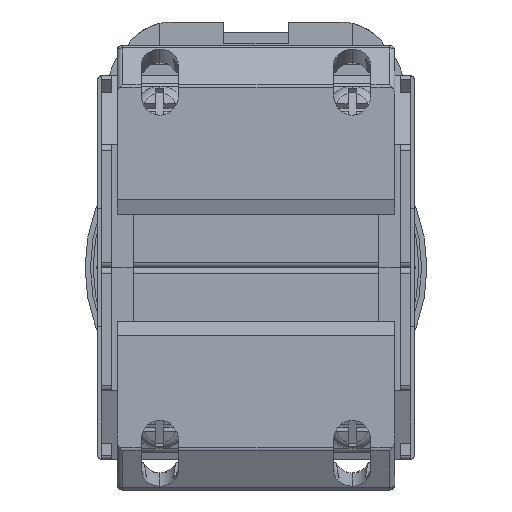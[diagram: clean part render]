
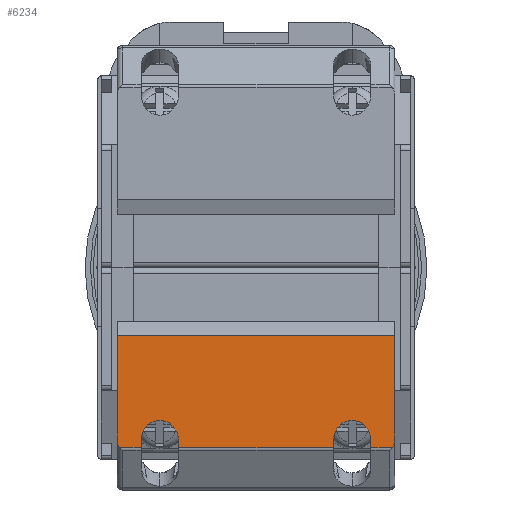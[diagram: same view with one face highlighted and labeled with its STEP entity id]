
A CAD part, front view. The second image highlights one B-rep face of the part: STEP entity #6234.
In plain terms, the highlighted planar face has unit normal (0, -1, 0).
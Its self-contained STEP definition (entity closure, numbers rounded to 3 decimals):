
#804 = VERTEX_POINT ( 'NONE', #4830 ) ;
#997 = CARTESIAN_POINT ( 'NONE',  ( -7.25, -41.5, -12.377 ) ) ;
#1059 = CARTESIAN_POINT ( 'NONE',  ( -10.75, -41.5, -16.185 ) ) ;
#1326 = CARTESIAN_POINT ( 'NONE',  ( 12.76, -41.5, -16.86 ) ) ;
#1360 =( BOUNDED_CURVE ( )  B_SPLINE_CURVE ( 3, ( #15082, #7024, #15190, #8389 ),
 .UNSPECIFIED., .F., .F. ) 
 B_SPLINE_CURVE_WITH_KNOTS ( ( 4, 4 ),
 ( 3.689, 4.712 ),
 .UNSPECIFIED. ) 
 CURVE ( )  GEOMETRIC_REPRESENTATION_ITEM ( )  RATIONAL_B_SPLINE_CURVE ( ( 1., 0.915, 0.915, 1. ) ) 
 REPRESENTATION_ITEM ( '' )  );
#1626 = VECTOR ( 'NONE', #3566, 1000. ) ;
#1798 = DIRECTION ( 'NONE',  ( -1., 0., 0. ) ) ;
#1858 = ORIENTED_EDGE ( 'NONE', *, *, #8726, .F. ) ;
#2025 = CARTESIAN_POINT ( 'NONE',  ( 10.75, -41.5, -6.374 ) ) ;
#2298 = VECTOR ( 'NONE', #8179, 1000. ) ;
#2344 = EDGE_CURVE ( 'NONE', #6089, #10763, #2888, .T. ) ;
#2370 = ORIENTED_EDGE ( 'NONE', *, *, #2398, .F. ) ;
#2398 = EDGE_CURVE ( 'NONE', #17098, #13970, #1360, .T. ) ;
#2447 = CARTESIAN_POINT ( 'NONE',  ( -7.25, -41.5, -16.185 ) ) ;
#2545 = EDGE_CURVE ( 'NONE', #5014, #14112, #17235, .T. ) ;
#2678 = CARTESIAN_POINT ( 'NONE',  ( 7.25, -41.5, -16.185 ) ) ;
#2693 = CARTESIAN_POINT ( 'NONE',  ( 7.25, -41.5, -16.185 ) ) ;
#2850 = ORIENTED_EDGE ( 'NONE', *, *, #2545, .T. ) ;
#2888 = LINE ( 'NONE', #4049, #9772 ) ;
#3195 = CARTESIAN_POINT ( 'NONE',  ( 13., -41.5, -16.86 ) ) ;
#3566 = DIRECTION ( 'NONE',  ( -1., 0., 0. ) ) ;
#3618 = EDGE_CURVE ( 'NONE', #13129, #17416, #8020, .T. ) ;
#3644 = CARTESIAN_POINT ( 'NONE',  ( 7.25, -41.5, -16.86 ) ) ;
#3996 = EDGE_CURVE ( 'NONE', #5014, #16222, #5358, .T. ) ;
#4049 = CARTESIAN_POINT ( 'NONE',  ( 13., -41.5, -16.86 ) ) ;
#4392 = CARTESIAN_POINT ( 'NONE',  ( -12.76, -41.5, -16.86 ) ) ;
#4501 = DIRECTION ( 'NONE',  ( 0., 0., 1. ) ) ;
#4830 = CARTESIAN_POINT ( 'NONE',  ( -13., -41.5, -6.374 ) ) ;
#5014 = VERTEX_POINT ( 'NONE', #9713 ) ;
#5062 = LINE ( 'NONE', #10035, #8689 ) ;
#5239 = VECTOR ( 'NONE', #14711, 1000. ) ;
#5358 =( BOUNDED_CURVE ( )  B_SPLINE_CURVE ( 3, ( #16715, #7166, #14006, #5848 ),
 .UNSPECIFIED., .F., .F. ) 
 B_SPLINE_CURVE_WITH_KNOTS ( ( 4, 4 ),
 ( 4.712, 5.736 ),
 .UNSPECIFIED. ) 
 CURVE ( )  GEOMETRIC_REPRESENTATION_ITEM ( )  RATIONAL_B_SPLINE_CURVE ( ( 1., 0.915, 0.915, 1. ) ) 
 REPRESENTATION_ITEM ( '' )  );
#5666 = EDGE_CURVE ( 'NONE', #10630, #13660, #9659, .T. ) ;
#5848 = CARTESIAN_POINT ( 'NONE',  ( 12.76, -41.5, -16.86 ) ) ;
#5886 = CARTESIAN_POINT ( 'NONE',  ( 13., -41.5, -6.374 ) ) ;
#5954 = LINE ( 'NONE', #14980, #2298 ) ;
#6089 = VERTEX_POINT ( 'NONE', #3644 ) ;
#6234 = ADVANCED_FACE ( 'NONE', ( #7840 ), #17531, .F. ) ;
#6293 = VERTEX_POINT ( 'NONE', #2678 ) ;
#6333 = LINE ( 'NONE', #17221, #6770 ) ;
#6710 = LINE ( 'NONE', #14806, #9907 ) ;
#6770 = VECTOR ( 'NONE', #9040, 1000. ) ;
#6834 = CARTESIAN_POINT ( 'NONE',  ( 10.75, -41.5, -12.377 ) ) ;
#7024 = CARTESIAN_POINT ( 'NONE',  ( -12.913, -41.5, -16.681 ) ) ;
#7087 =( BOUNDED_CURVE ( )  B_SPLINE_CURVE ( 3, ( #2693, #12239, #6834, #16370 ),
 .UNSPECIFIED., .F., .F. ) 
 B_SPLINE_CURVE_WITH_KNOTS ( ( 4, 4 ),
 ( 4.712, 7.854 ),
 .UNSPECIFIED. ) 
 CURVE ( )  GEOMETRIC_REPRESENTATION_ITEM ( )  RATIONAL_B_SPLINE_CURVE ( ( 1., 0.333, 0.333, 1. ) ) 
 REPRESENTATION_ITEM ( '' )  );
#7166 = CARTESIAN_POINT ( 'NONE',  ( 13., -41.5, -16.382 ) ) ;
#7181 = ORIENTED_EDGE ( 'NONE', *, *, #11367, .T. ) ;
#7582 = VECTOR ( 'NONE', #12959, 1000. ) ;
#7840 = FACE_OUTER_BOUND ( 'NONE', #8256, .T. ) ;
#7975 = CARTESIAN_POINT ( 'NONE',  ( -10.75, -41.5, -16.86 ) ) ;
#8015 = CARTESIAN_POINT ( 'NONE',  ( 13., -41.5, -6.374 ) ) ;
#8020 = LINE ( 'NONE', #2025, #7582 ) ;
#8092 = ORIENTED_EDGE ( 'NONE', *, *, #3996, .F. ) ;
#8179 = DIRECTION ( 'NONE',  ( 0., 0., 1. ) ) ;
#8204 = CARTESIAN_POINT ( 'NONE',  ( 13., -41.5, -6.374 ) ) ;
#8256 = EDGE_LOOP ( 'NONE', ( #8469, #7181, #13323, #12260, #8092, #2850, #15737, #14292, #2370, #1858, #14775, #16954, #11790, #10419 ) ) ;
#8389 = CARTESIAN_POINT ( 'NONE',  ( -13., -41.5, -16.039 ) ) ;
#8469 = ORIENTED_EDGE ( 'NONE', *, *, #14628, .T. ) ;
#8689 = VECTOR ( 'NONE', #1798, 1000. ) ;
#8726 = EDGE_CURVE ( 'NONE', #14046, #17098, #16031, .T. ) ;
#8773 = VECTOR ( 'NONE', #14110, 1000. ) ;
#8861 = LINE ( 'NONE', #17429, #5239 ) ;
#9040 = DIRECTION ( 'NONE',  ( 0., 0., -1. ) ) ;
#9238 = CARTESIAN_POINT ( 'NONE',  ( -10.75, -41.5, -12.377 ) ) ;
#9411 = DIRECTION ( 'NONE',  ( 0., 0., -1. ) ) ;
#9659 =( BOUNDED_CURVE ( )  B_SPLINE_CURVE ( 3, ( #1059, #9238, #997, #2447 ),
 .UNSPECIFIED., .F., .F. ) 
 B_SPLINE_CURVE_WITH_KNOTS ( ( 4, 4 ),
 ( 4.712, 7.854 ),
 .UNSPECIFIED. ) 
 CURVE ( )  GEOMETRIC_REPRESENTATION_ITEM ( )  RATIONAL_B_SPLINE_CURVE ( ( 1., 0.333, 0.333, 1. ) ) 
 REPRESENTATION_ITEM ( '' )  );
#9680 = CARTESIAN_POINT ( 'NONE',  ( -7.25, -41.5, -16.185 ) ) ;
#9713 = CARTESIAN_POINT ( 'NONE',  ( 13., -41.5, -16.039 ) ) ;
#9759 = AXIS2_PLACEMENT_3D ( 'NONE', #8015, #17589, #9411 ) ;
#9772 = VECTOR ( 'NONE', #16401, 1000. ) ;
#9796 = EDGE_CURVE ( 'NONE', #14112, #804, #17708, .T. ) ;
#9854 = CARTESIAN_POINT ( 'NONE',  ( -7.25, -41.5, -16.86 ) ) ;
#9907 = VECTOR ( 'NONE', #16192, 1000. ) ;
#9967 = VECTOR ( 'NONE', #4501, 1000. ) ;
#10035 = CARTESIAN_POINT ( 'NONE',  ( 13., -41.5, -16.86 ) ) ;
#10419 = ORIENTED_EDGE ( 'NONE', *, *, #2344, .F. ) ;
#10460 = CARTESIAN_POINT ( 'NONE',  ( -13., -41.5, -16.039 ) ) ;
#10630 = VERTEX_POINT ( 'NONE', #16343 ) ;
#10763 = VERTEX_POINT ( 'NONE', #9854 ) ;
#11367 = EDGE_CURVE ( 'NONE', #6293, #13129, #7087, .T. ) ;
#11747 = CARTESIAN_POINT ( 'NONE',  ( 13., -41.5, -6.374 ) ) ;
#11790 = ORIENTED_EDGE ( 'NONE', *, *, #12850, .T. ) ;
#12239 = CARTESIAN_POINT ( 'NONE',  ( 7.25, -41.5, -12.377 ) ) ;
#12260 = ORIENTED_EDGE ( 'NONE', *, *, #12636, .F. ) ;
#12636 = EDGE_CURVE ( 'NONE', #16222, #17416, #5062, .T. ) ;
#12850 = EDGE_CURVE ( 'NONE', #13660, #10763, #6333, .T. ) ;
#12959 = DIRECTION ( 'NONE',  ( 0., 0., -1. ) ) ;
#13129 = VERTEX_POINT ( 'NONE', #15106 ) ;
#13323 = ORIENTED_EDGE ( 'NONE', *, *, #3618, .T. ) ;
#13660 = VERTEX_POINT ( 'NONE', #9680 ) ;
#13970 = VERTEX_POINT ( 'NONE', #10460 ) ;
#14006 = CARTESIAN_POINT ( 'NONE',  ( 12.913, -41.5, -16.681 ) ) ;
#14046 = VERTEX_POINT ( 'NONE', #7975 ) ;
#14110 = DIRECTION ( 'NONE',  ( -1., 0., 0. ) ) ;
#14112 = VERTEX_POINT ( 'NONE', #8204 ) ;
#14292 = ORIENTED_EDGE ( 'NONE', *, *, #16065, .F. ) ;
#14628 = EDGE_CURVE ( 'NONE', #6089, #6293, #6710, .T. ) ;
#14711 = DIRECTION ( 'NONE',  ( 0., 0., 1. ) ) ;
#14775 = ORIENTED_EDGE ( 'NONE', *, *, #15944, .T. ) ;
#14806 = CARTESIAN_POINT ( 'NONE',  ( 7.25, -41.5, -6.374 ) ) ;
#14980 = CARTESIAN_POINT ( 'NONE',  ( -10.75, -41.5, -6.374 ) ) ;
#15082 = CARTESIAN_POINT ( 'NONE',  ( -12.76, -41.5, -16.86 ) ) ;
#15106 = CARTESIAN_POINT ( 'NONE',  ( 10.75, -41.5, -16.185 ) ) ;
#15190 = CARTESIAN_POINT ( 'NONE',  ( -13., -41.5, -16.382 ) ) ;
#15685 = CARTESIAN_POINT ( 'NONE',  ( 10.75, -41.5, -16.86 ) ) ;
#15737 = ORIENTED_EDGE ( 'NONE', *, *, #9796, .T. ) ;
#15944 = EDGE_CURVE ( 'NONE', #14046, #10630, #5954, .T. ) ;
#16031 = LINE ( 'NONE', #3195, #8773 ) ;
#16065 = EDGE_CURVE ( 'NONE', #13970, #804, #8861, .T. ) ;
#16192 = DIRECTION ( 'NONE',  ( 0., 0., 1. ) ) ;
#16222 = VERTEX_POINT ( 'NONE', #1326 ) ;
#16343 = CARTESIAN_POINT ( 'NONE',  ( -10.75, -41.5, -16.185 ) ) ;
#16370 = CARTESIAN_POINT ( 'NONE',  ( 10.75, -41.5, -16.185 ) ) ;
#16401 = DIRECTION ( 'NONE',  ( -1., 0., 0. ) ) ;
#16715 = CARTESIAN_POINT ( 'NONE',  ( 13., -41.5, -16.039 ) ) ;
#16954 = ORIENTED_EDGE ( 'NONE', *, *, #5666, .T. ) ;
#17098 = VERTEX_POINT ( 'NONE', #4392 ) ;
#17221 = CARTESIAN_POINT ( 'NONE',  ( -7.25, -41.5, -6.374 ) ) ;
#17235 = LINE ( 'NONE', #5886, #9967 ) ;
#17416 = VERTEX_POINT ( 'NONE', #15685 ) ;
#17429 = CARTESIAN_POINT ( 'NONE',  ( -13., -41.5, -6.374 ) ) ;
#17531 = PLANE ( 'NONE',  #9759 ) ;
#17589 = DIRECTION ( 'NONE',  ( 0., 1., 0. ) ) ;
#17708 = LINE ( 'NONE', #11747, #1626 ) ;
